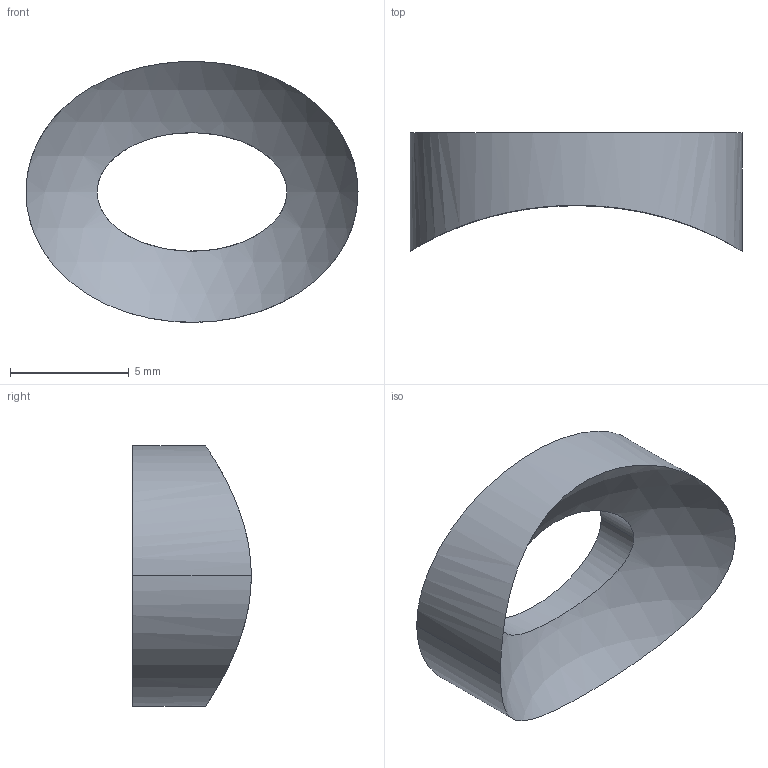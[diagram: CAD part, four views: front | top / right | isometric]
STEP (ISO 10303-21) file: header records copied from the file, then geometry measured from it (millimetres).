
FILE_DESCRIPTION(/* description */ (''),/* implementation_level */ '2;1');
FILE_NAME(/* name */ 'chamber_implant3_8mm.step',/* time_stamp */ '2023-03-06T09:46:40-06:00',/* author */ (''),/* organization */ (''),/* preprocessor_version */ 'ST-DEVELOPER v19.2',/* originating_system */ 'Autodesk Translation Framework v11.17.0.187',/* authorisation */ '');
FILE_SCHEMA (('AUTOMOTIVE_DESIGN { 1 0 10303 214 3 1 1 }'));
Length unit declared in the file: millimetre
Products named in the file (1): (Unsaved)
Bounding box: 14 x 5 x 10.99 mm (x, y, z)
Volume: 235.9 mm3; surface area: 416.2 mm2
Topology: 1 solids, 1 shells, 10 faces, 22 edges, 14 vertices
Faces by surface type: bspline 4, cylinder 2, cone 2, sphere 1, plane 1
Full cylindrical faces by diameter (mm): 1.4 x2
Entity records: 464 total; most frequent: CARTESIAN_POINT 225, ORIENTED_EDGE 40, DIRECTION 34, EDGE_CURVE 20, EDGE_LOOP 14, VERTEX_POINT 14, AXIS2_PLACEMENT_3D 13, FACE_OUTER_BOUND 10
